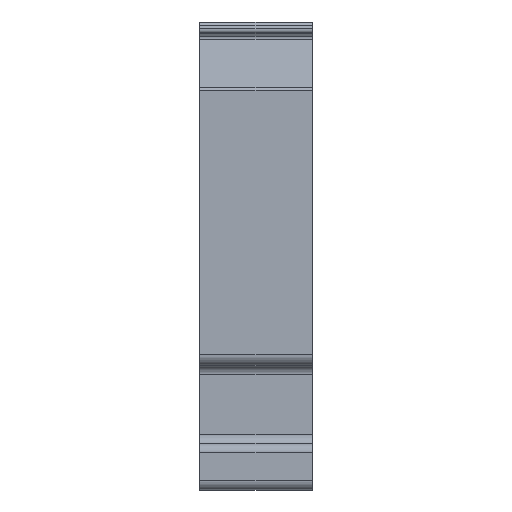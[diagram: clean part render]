
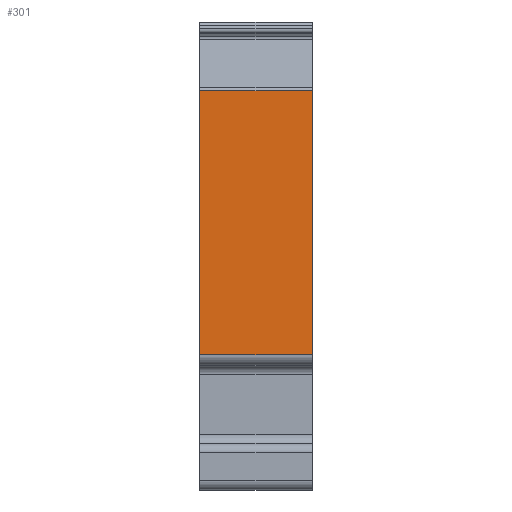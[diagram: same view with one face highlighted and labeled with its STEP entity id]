
A CAD part, left-side view. The second image highlights one B-rep face of the part: STEP entity #301.
In plain terms, the highlighted planar face has unit normal (-1, 0, 0).
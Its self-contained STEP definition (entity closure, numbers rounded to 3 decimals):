
#301 = ADVANCED_FACE( '', ( #658 ), #659, .T. );
#658 = FACE_OUTER_BOUND( '', #1073, .T. );
#659 = PLANE( '', #1074 );
#1073 = EDGE_LOOP( '', ( #1848, #1849, #1850, #1851 ) );
#1074 = AXIS2_PLACEMENT_3D( '', #1852, #1853, #1854 );
#1848 = ORIENTED_EDGE( '', *, *, #2858, .F. );
#1849 = ORIENTED_EDGE( '', *, *, #2859, .T. );
#1850 = ORIENTED_EDGE( '', *, *, #2860, .T. );
#1851 = ORIENTED_EDGE( '', *, *, #2740, .T. );
#1852 = CARTESIAN_POINT( '', ( -40.3, -6.1, -14.47 ) );
#1853 = DIRECTION( '', ( -1., 0., 0. ) );
#1854 = DIRECTION( '', ( 0., 0., 1. ) );
#2740 = EDGE_CURVE( '', #3379, #3383, #3385, .T. );
#2858 = EDGE_CURVE( '', #3567, #3383, #3568, .T. );
#2859 = EDGE_CURVE( '', #3567, #3569, #3570, .T. );
#2860 = EDGE_CURVE( '', #3569, #3379, #3571, .T. );
#3379 = VERTEX_POINT( '', #4258 );
#3383 = VERTEX_POINT( '', #4263 );
#3385 = LINE( '', #4265, #4266 );
#3567 = VERTEX_POINT( '', #4518 );
#3568 = LINE( '', #4519, #4520 );
#3569 = VERTEX_POINT( '', #4521 );
#3570 = LINE( '', #4522, #4523 );
#3571 = LINE( '', #4524, #4525 );
#4258 = CARTESIAN_POINT( '', ( -40.3, -6.1, 14.043 ) );
#4263 = CARTESIAN_POINT( '', ( -40.3, 6.1, 14.043 ) );
#4265 = CARTESIAN_POINT( '', ( -40.3, -6.1, 14.043 ) );
#4266 = VECTOR( '', #5060, 1000. );
#4518 = CARTESIAN_POINT( '', ( -40.3, 6.1, -14.475 ) );
#4519 = CARTESIAN_POINT( '', ( -40.3, 6.1, -10.6 ) );
#4520 = VECTOR( '', #5185, 1000. );
#4521 = CARTESIAN_POINT( '', ( -40.3, -6.1, -14.475 ) );
#4522 = CARTESIAN_POINT( '', ( -40.3, 87.353, -14.475 ) );
#4523 = VECTOR( '', #5186, 1000. );
#4524 = CARTESIAN_POINT( '', ( -40.3, -6.1, -14.47 ) );
#4525 = VECTOR( '', #5187, 1000. );
#5060 = DIRECTION( '', ( 0., 1., 0. ) );
#5185 = DIRECTION( '', ( 0., 0., 1. ) );
#5186 = DIRECTION( '', ( 0., -1., 0. ) );
#5187 = DIRECTION( '', ( 0., 0., 1. ) );
